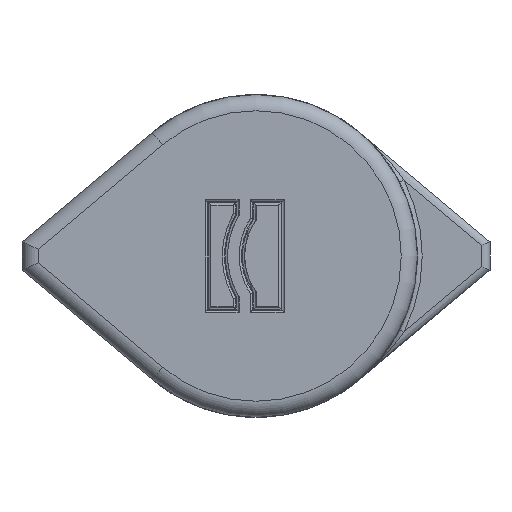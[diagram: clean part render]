
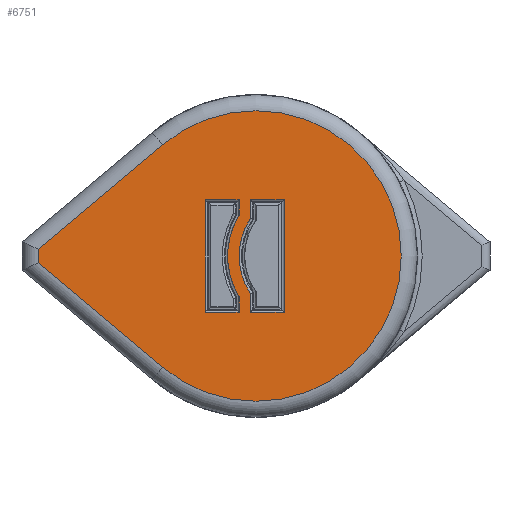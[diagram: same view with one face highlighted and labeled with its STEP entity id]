
A CAD part, front view. The second image highlights one B-rep face of the part: STEP entity #6751.
In plain terms, the highlighted face is planar.
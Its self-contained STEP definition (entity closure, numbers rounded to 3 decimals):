
#182=LINE('',#11045,#724);
#186=LINE('',#11054,#728);
#214=LINE('',#11198,#756);
#217=LINE('',#11203,#759);
#219=LINE('',#11207,#761);
#225=LINE('',#11220,#767);
#227=LINE('',#11224,#769);
#233=LINE('',#11240,#775);
#235=LINE('',#11244,#777);
#237=LINE('',#11247,#779);
#238=LINE('',#11253,#780);
#239=LINE('',#11255,#781);
#240=LINE('',#11256,#782);
#724=VECTOR('',#8716,10.);
#728=VECTOR('',#8726,10.);
#756=VECTOR('',#8814,10.);
#759=VECTOR('',#8819,10.);
#761=VECTOR('',#8823,10.);
#767=VECTOR('',#8837,10.);
#769=VECTOR('',#8841,10.);
#775=VECTOR('',#8861,10.);
#777=VECTOR('',#8865,10.);
#779=VECTOR('',#8869,10.);
#780=VECTOR('',#8874,10.);
#781=VECTOR('',#8875,10.);
#782=VECTOR('',#8876,10.);
#1349=PLANE('',#7513);
#1627=FACE_BOUND('',#2231,.T.);
#1628=FACE_BOUND('',#2232,.T.);
#1778=FACE_OUTER_BOUND('',#2230,.T.);
#2230=EDGE_LOOP('',(#5302,#5303,#5304,#5305));
#2231=EDGE_LOOP('',(#5306,#5307,#5308,#5309,#5310,#5311));
#2232=EDGE_LOOP('',(#5312,#5313,#5314,#5315,#5316,#5317));
#2714=CIRCLE('',#7465,4.9);
#2720=CIRCLE('',#7505,4.2);
#2722=CIRCLE('',#7514,9.);
#3179=VERTEX_POINT('',#11042);
#3180=VERTEX_POINT('',#11044);
#3181=VERTEX_POINT('',#11048);
#3182=VERTEX_POINT('',#11052);
#3211=VERTEX_POINT('',#11195);
#3212=VERTEX_POINT('',#11197);
#3213=VERTEX_POINT('',#11201);
#3214=VERTEX_POINT('',#11205);
#3217=VERTEX_POINT('',#11219);
#3218=VERTEX_POINT('',#11223);
#3221=VERTEX_POINT('',#11239);
#3222=VERTEX_POINT('',#11243);
#3223=VERTEX_POINT('',#11249);
#3224=VERTEX_POINT('',#11250);
#3225=VERTEX_POINT('',#11252);
#3226=VERTEX_POINT('',#11254);
#3892=EDGE_CURVE('',#3180,#3179,#182,.T.);
#3895=EDGE_CURVE('',#3179,#3181,#2714,.T.);
#3897=EDGE_CURVE('',#3181,#3182,#186,.T.);
#3942=EDGE_CURVE('',#3212,#3211,#214,.T.);
#3945=EDGE_CURVE('',#3211,#3213,#217,.T.);
#3947=EDGE_CURVE('',#3213,#3214,#219,.T.);
#3953=EDGE_CURVE('',#3217,#3212,#225,.T.);
#3955=EDGE_CURVE('',#3218,#3217,#227,.T.);
#3957=EDGE_CURVE('',#3214,#3218,#2720,.T.);
#3963=EDGE_CURVE('',#3221,#3180,#233,.T.);
#3965=EDGE_CURVE('',#3222,#3221,#235,.T.);
#3967=EDGE_CURVE('',#3182,#3222,#237,.T.);
#3968=EDGE_CURVE('',#3223,#3224,#2722,.T.);
#3969=EDGE_CURVE('',#3225,#3223,#238,.T.);
#3970=EDGE_CURVE('',#3226,#3225,#239,.T.);
#3971=EDGE_CURVE('',#3224,#3226,#240,.T.);
#5302=ORIENTED_EDGE('',*,*,#3968,.F.);
#5303=ORIENTED_EDGE('',*,*,#3969,.F.);
#5304=ORIENTED_EDGE('',*,*,#3970,.F.);
#5305=ORIENTED_EDGE('',*,*,#3971,.F.);
#5306=ORIENTED_EDGE('',*,*,#3953,.T.);
#5307=ORIENTED_EDGE('',*,*,#3942,.T.);
#5308=ORIENTED_EDGE('',*,*,#3945,.T.);
#5309=ORIENTED_EDGE('',*,*,#3947,.T.);
#5310=ORIENTED_EDGE('',*,*,#3957,.T.);
#5311=ORIENTED_EDGE('',*,*,#3955,.T.);
#5312=ORIENTED_EDGE('',*,*,#3963,.T.);
#5313=ORIENTED_EDGE('',*,*,#3892,.T.);
#5314=ORIENTED_EDGE('',*,*,#3895,.T.);
#5315=ORIENTED_EDGE('',*,*,#3897,.T.);
#5316=ORIENTED_EDGE('',*,*,#3967,.T.);
#5317=ORIENTED_EDGE('',*,*,#3965,.T.);
#6751=ADVANCED_FACE('',(#1778,#1627,#1628),#1349,.T.);
#7465=AXIS2_PLACEMENT_3D('',#11050,#8721,#8722);
#7505=AXIS2_PLACEMENT_3D('',#11227,#8845,#8846);
#7513=AXIS2_PLACEMENT_3D('',#11248,#8870,#8871);
#7514=AXIS2_PLACEMENT_3D('',#11251,#8872,#8873);
#8716=DIRECTION('',(0.,1.,0.));
#8721=DIRECTION('center_axis',(0.,0.,1.));
#8722=DIRECTION('ref_axis',(0.857,-0.515,0.));
#8726=DIRECTION('',(0.,1.,0.));
#8814=DIRECTION('',(0.,1.,0.));
#8819=DIRECTION('',(1.,0.,0.));
#8823=DIRECTION('',(0.,-1.,0.));
#8837=DIRECTION('',(-1.,0.,0.));
#8841=DIRECTION('',(0.,-1.,0.));
#8845=DIRECTION('center_axis',(0.,0.,-1.));
#8846=DIRECTION('ref_axis',(-0.833,0.553,0.));
#8861=DIRECTION('',(-1.,0.,0.));
#8865=DIRECTION('',(0.,-1.,0.));
#8869=DIRECTION('',(1.,0.,0.));
#8870=DIRECTION('center_axis',(0.,0.,1.));
#8871=DIRECTION('ref_axis',(1.,0.,0.));
#8872=DIRECTION('center_axis',(0.,0.,-1.));
#8873=DIRECTION('ref_axis',(-1.,0.,0.));
#8874=DIRECTION('',(-0.766,-0.643,0.));
#8875=DIRECTION('',(0.,-1.,0.));
#8876=DIRECTION('',(0.766,-0.643,0.));
#11042=CARTESIAN_POINT('',(1.05,-2.524,71.));
#11044=CARTESIAN_POINT('',(1.05,-3.5,71.));
#11045=CARTESIAN_POINT('',(1.05,-1.262,71.));
#11048=CARTESIAN_POINT('',(1.05,2.524,71.));
#11050=CARTESIAN_POINT('Origin',(-3.15,0.,71.));
#11052=CARTESIAN_POINT('',(1.05,3.5,71.));
#11054=CARTESIAN_POINT('',(1.05,1.75,71.));
#11195=CARTESIAN_POINT('',(-1.75,3.5,71.));
#11197=CARTESIAN_POINT('',(-1.75,-3.5,71.));
#11198=CARTESIAN_POINT('',(-1.75,1.75,71.));
#11201=CARTESIAN_POINT('',(0.35,3.5,71.));
#11203=CARTESIAN_POINT('',(1.171,3.5,71.));
#11205=CARTESIAN_POINT('',(0.35,2.322,71.));
#11207=CARTESIAN_POINT('',(0.35,1.161,71.));
#11219=CARTESIAN_POINT('',(0.35,-3.5,71.));
#11220=CARTESIAN_POINT('',(0.121,-3.5,71.));
#11223=CARTESIAN_POINT('',(0.35,-2.322,71.));
#11224=CARTESIAN_POINT('',(0.35,-1.75,71.));
#11227=CARTESIAN_POINT('Origin',(-3.15,0.,71.));
#11239=CARTESIAN_POINT('',(3.15,-3.5,71.));
#11240=CARTESIAN_POINT('',(1.521,-3.5,71.));
#11243=CARTESIAN_POINT('',(3.15,3.5,71.));
#11244=CARTESIAN_POINT('',(3.15,-1.75,71.));
#11247=CARTESIAN_POINT('',(2.571,3.5,71.));
#11248=CARTESIAN_POINT('Origin',(1.992,0.,
71.));
#11249=CARTESIAN_POINT('',(5.785,-6.894,71.));
#11250=CARTESIAN_POINT('',(5.785,6.894,71.));
#11251=CARTESIAN_POINT('Origin',(0.,0.,71.));
#11252=CARTESIAN_POINT('',(13.5,-0.421,71.));
#11253=CARTESIAN_POINT('',(10.406,-3.017,71.));
#11254=CARTESIAN_POINT('',(13.5,0.421,71.));
#11255=CARTESIAN_POINT('',(13.5,0.444,71.));
#11256=CARTESIAN_POINT('',(6.369,6.404,71.));
